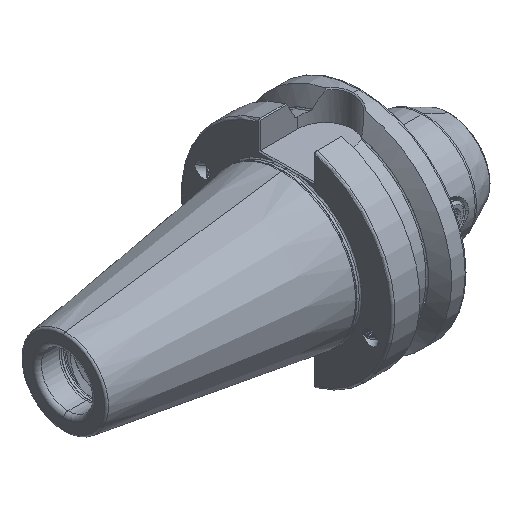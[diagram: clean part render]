
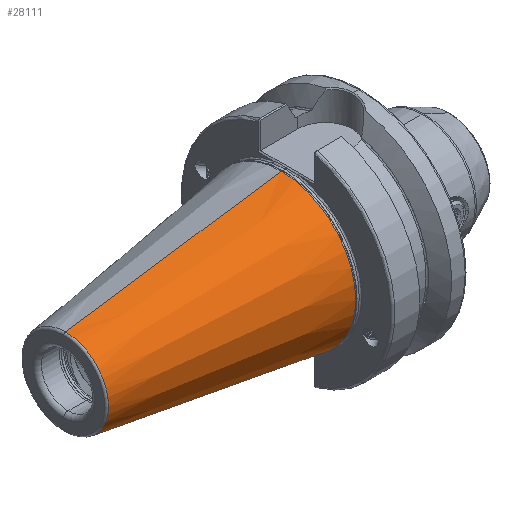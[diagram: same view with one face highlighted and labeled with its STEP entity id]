
A CAD part, isometric view. The second image highlights one B-rep face of the part: STEP entity #28111.
In plain terms, the highlighted conical face has half-angle 8.297 degrees and reference radius 34.998 mm.
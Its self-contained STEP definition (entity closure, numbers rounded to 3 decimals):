
#1408 = DIRECTION ( 'NONE',  ( 1., 0., 0. ) ) ;
#1409 = CARTESIAN_POINT ( 'NONE',  ( -2.5, 0., 0. ) ) ;
#1431 = DIRECTION ( 'NONE',  ( 0., 0., -1. ) ) ;
#1896 = AXIS2_PLACEMENT_3D ( 'NONE', #1409, #1408, #1431 ) ;
#3539 = EDGE_LOOP ( 'NONE', ( #25081, #25249, #25237, #25243 ) ) ;
#11983 = CARTESIAN_POINT ( 'NONE',  ( -2.5, 0., 34.998 ) ) ;
#12071 = DIRECTION ( 'NONE',  ( 0.99, 0., 0.144 ) ) ;
#17144 = DIRECTION ( 'NONE',  ( 0., 0., -1. ) ) ;
#17164 = CARTESIAN_POINT ( 'NONE',  ( -2.5, 0., 0. ) ) ;
#17179 = DIRECTION ( 'NONE',  ( 1., 0., 0. ) ) ;
#17634 = DIRECTION ( 'NONE',  ( 1., 0., 0. ) ) ;
#17638 = DIRECTION ( 'NONE',  ( 0., 0., -1. ) ) ;
#17661 = CARTESIAN_POINT ( 'NONE',  ( -103.944, 0., 0. ) ) ;
#21760 = AXIS2_PLACEMENT_3D ( 'NONE', #17661, #17634, #17638 ) ;
#21776 = AXIS2_PLACEMENT_3D ( 'NONE', #17164, #17179, #17144 ) ;
#21792 = EDGE_CURVE ( 'NONE', #25180, #25129, #27944, .T. ) ;
#24439 = CIRCLE ( 'NONE', #21760, 20.204 ) ;
#24447 = CIRCLE ( 'NONE', #21776, 34.998 ) ;
#24894 = CONICAL_SURFACE ( 'NONE', #1896, 34.998, 0.145 ) ;
#24897 = FACE_OUTER_BOUND ( 'NONE', #3539, .T. ) ;
#25081 = ORIENTED_EDGE ( 'NONE', *, *, #21792, .F. ) ;
#25106 = VERTEX_POINT ( 'NONE', #26023 ) ;
#25129 = VERTEX_POINT ( 'NONE', #26079 ) ;
#25179 = VERTEX_POINT ( 'NONE', #26148 ) ;
#25180 = VERTEX_POINT ( 'NONE', #26155 ) ;
#25237 = ORIENTED_EDGE ( 'NONE', *, *, #26999, .T. ) ;
#25243 = ORIENTED_EDGE ( 'NONE', *, *, #27243, .F. ) ;
#25249 = ORIENTED_EDGE ( 'NONE', *, *, #27278, .T. ) ;
#26023 = CARTESIAN_POINT ( 'NONE',  ( -2.5, 0., -34.998 ) ) ;
#26079 = CARTESIAN_POINT ( 'NONE',  ( -2.5, 0., 34.998 ) ) ;
#26148 = CARTESIAN_POINT ( 'NONE',  ( -103.944, 0., -20.204 ) ) ;
#26155 = CARTESIAN_POINT ( 'NONE',  ( -103.944, 0., 20.204 ) ) ;
#26503 = CARTESIAN_POINT ( 'NONE',  ( -2.5, 0., -34.998 ) ) ;
#26508 = DIRECTION ( 'NONE',  ( 0.99, 0., -0.144 ) ) ;
#26999 = EDGE_CURVE ( 'NONE', #25179, #25106, #27606, .T. ) ;
#27243 = EDGE_CURVE ( 'NONE', #25129, #25106, #24447, .T. ) ;
#27278 = EDGE_CURVE ( 'NONE', #25180, #25179, #24439, .T. ) ;
#27586 = VECTOR ( 'NONE', #26508, 1000. ) ;
#27606 = LINE ( 'NONE', #26503, #27586 ) ;
#27944 = LINE ( 'NONE', #11983, #27948 ) ;
#27948 = VECTOR ( 'NONE', #12071, 1000. ) ;
#28111 = ADVANCED_FACE ( 'NONE', ( #24897 ), #24894, .T. ) ;
